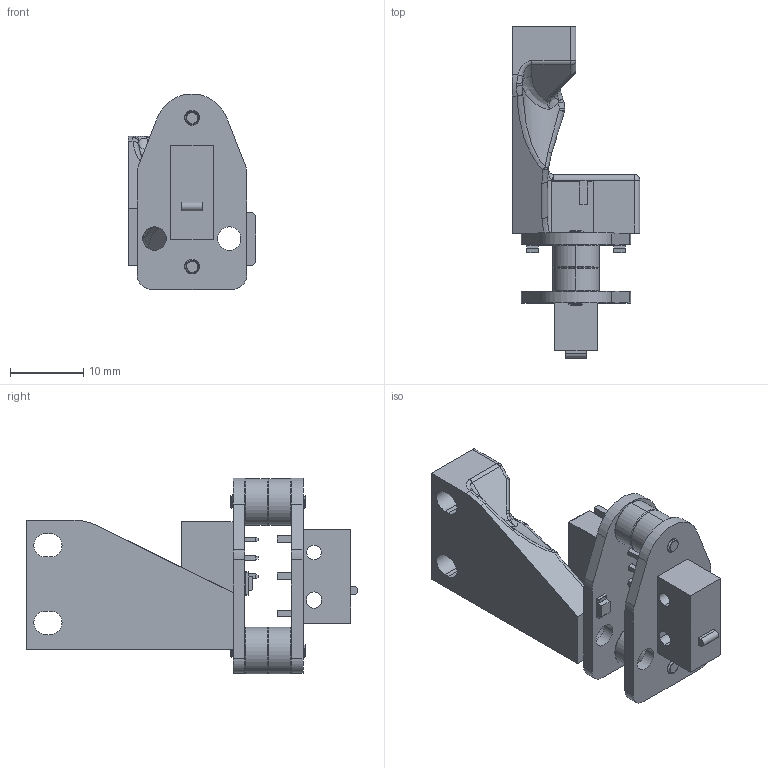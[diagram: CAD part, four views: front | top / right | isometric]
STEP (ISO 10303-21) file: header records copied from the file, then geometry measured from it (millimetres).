
FILE_DESCRIPTION(/* description */ (''),/* implementation_level */ '2;1');
FILE_NAME(/* name */ 'Euclid_mount_slim.stp',/* time_stamp */ '2022-08-12T13:11:30+09:00',/* author */ (''),/* organization */ (''),/* preprocessor_version */ 'ST-DEVELOPER v18.1',/* originating_system */ 'SIEMENS PLM Software NX 1953',/* authorisation */ '');
FILE_SCHEMA (('AUTOMOTIVE_DESIGN { 1 0 10303 214 3 1 1 1 }'));
Products named in the file (24): 11263; 21268; 31273; 41278; 51283; 61288; 71293; 81298; 91303; 101308; 111313; 121318; 131323; 141328; 151333; 161338; 171343; 181348; 191353; 201358; 211363; 221368; 231373; OmronFotek_stp
Assembly tree (23 placements, depth 2):
  OmronFotek_stp
    231373
    221368
    211363
    201358
    191353
    181348
    171343
    161338
    151333
    141328
    131323
    121318
    111313
    101308
    91303
    81298
    71293
    61288
    51283
    41278
    31273
    21268
    11263
Bounding box: 17.4 x 45.32 x 26.74 mm (x, y, z)
Volume: 4506.4 mm3; surface area: 5648.3 mm2
Topology: 23 solids, 23 shells, 1073 faces, 2655 edges, 1625 vertices
Faces by surface type: cylinder 527, plane 288, cone 80, sphere 63, bspline 53, torus 42, extrusion 20
Entity records: 51321 total; most frequent: CARTESIAN_POINT 26116, ORIENTED_EDGE 5282, DIRECTION 5135, EDGE_CURVE 2641, AXIS2_PLACEMENT_3D 1966, VERTEX_POINT 1625, VECTOR 1203, LINE 1183
